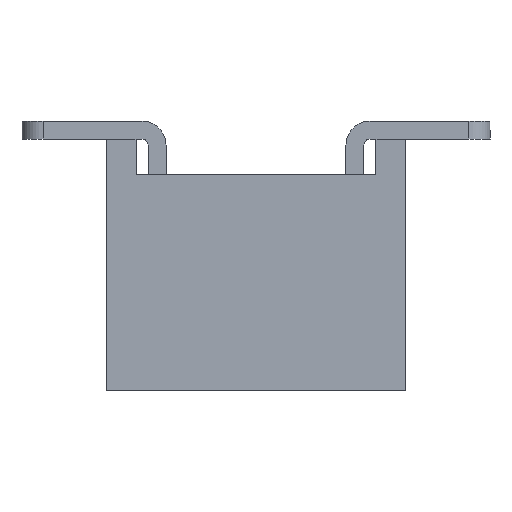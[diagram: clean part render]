
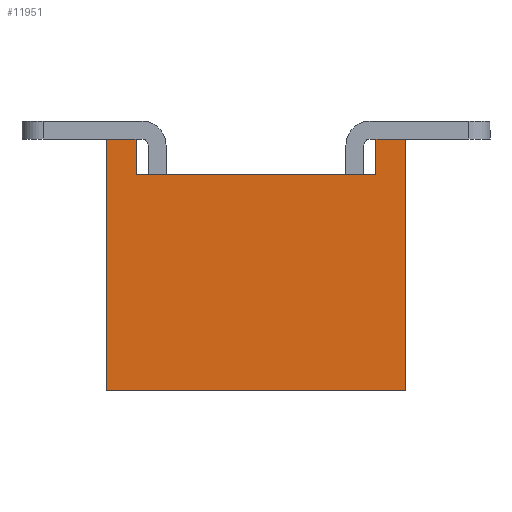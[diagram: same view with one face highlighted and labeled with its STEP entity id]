
A CAD part, left-side view. The second image highlights one B-rep face of the part: STEP entity #11951.
In plain terms, the highlighted planar face has unit normal (-1, 0, 0).
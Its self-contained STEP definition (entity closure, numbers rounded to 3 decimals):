
#261 = LINE ( 'NONE', #20260, #25123 ) ;
#336 = CARTESIAN_POINT ( 'NONE',  ( 6.75, -1., 2.1 ) ) ;
#447 = CARTESIAN_POINT ( 'NONE',  ( 6.75, 1.25, 0. ) ) ;
#777 = VECTOR ( 'NONE', #13881, 1000. ) ;
#1112 = CARTESIAN_POINT ( 'NONE',  ( 6.75, -1., 1.8 ) ) ;
#1401 = EDGE_CURVE ( 'NONE', #18859, #5141, #261, .T. ) ;
#1889 = EDGE_CURVE ( 'NONE', #18044, #14652, #28831, .T. ) ;
#3539 = CARTESIAN_POINT ( 'NONE',  ( 6.75, 1., 1.8 ) ) ;
#3730 = EDGE_CURVE ( 'NONE', #19371, #3986, #19358, .T. ) ;
#3773 = VERTEX_POINT ( 'NONE', #26831 ) ;
#3986 = VERTEX_POINT ( 'NONE', #1112 ) ;
#4706 = DIRECTION ( 'NONE',  ( 0., -1., 0. ) ) ;
#5141 = VERTEX_POINT ( 'NONE', #25676 ) ;
#5368 = ORIENTED_EDGE ( 'NONE', *, *, #5901, .F. ) ;
#5746 = ORIENTED_EDGE ( 'NONE', *, *, #1401, .F. ) ;
#5901 = EDGE_CURVE ( 'NONE', #10407, #19371, #15599, .T. ) ;
#5944 = DIRECTION ( 'NONE',  ( 0., -1., 0. ) ) ;
#6491 = CARTESIAN_POINT ( 'NONE',  ( 6.75, 1., 2.1 ) ) ;
#6655 = LINE ( 'NONE', #16584, #7215 ) ;
#7215 = VECTOR ( 'NONE', #26497, 1000. ) ;
#7286 = EDGE_LOOP ( 'NONE', ( #11260, #26355, #5368, #30111, #14785, #18639, #22437, #5746 ) ) ;
#7715 = DIRECTION ( 'NONE',  ( 0., 0., 1. ) ) ;
#7930 = PLANE ( 'NONE',  #11301 ) ;
#8118 = VECTOR ( 'NONE', #5944, 1000. ) ;
#10407 = VERTEX_POINT ( 'NONE', #6491 ) ;
#11207 = CARTESIAN_POINT ( 'NONE',  ( 6.75, 1., 2.1 ) ) ;
#11260 = ORIENTED_EDGE ( 'NONE', *, *, #23141, .F. ) ;
#11301 = AXIS2_PLACEMENT_3D ( 'NONE', #17852, #15417, #12975 ) ;
#11951 = ADVANCED_FACE ( 'NONE', ( #25973 ), #7930, .F. ) ;
#12599 = CARTESIAN_POINT ( 'NONE',  ( 6.75, -1., 2.1 ) ) ;
#12975 = DIRECTION ( 'NONE',  ( 0., 1., 0. ) ) ;
#13436 = EDGE_CURVE ( 'NONE', #5141, #3773, #24154, .T. ) ;
#13881 = DIRECTION ( 'NONE',  ( 0., 0., 1. ) ) ;
#14652 = VERTEX_POINT ( 'NONE', #32126 ) ;
#14721 = CARTESIAN_POINT ( 'NONE',  ( 6.75, -1.25, 2.1 ) ) ;
#14771 = VECTOR ( 'NONE', #28278, 1000. ) ;
#14785 = ORIENTED_EDGE ( 'NONE', *, *, #1889, .F. ) ;
#15417 = DIRECTION ( 'NONE',  ( 1., 0., 0. ) ) ;
#15599 = LINE ( 'NONE', #11207, #14771 ) ;
#16584 = CARTESIAN_POINT ( 'NONE',  ( 6.75, 12.477, 0. ) ) ;
#16790 = VECTOR ( 'NONE', #4706, 1000. ) ;
#17852 = CARTESIAN_POINT ( 'NONE',  ( 6.75, 12.477, 42. ) ) ;
#17883 = VECTOR ( 'NONE', #19446, 1000. ) ;
#18044 = VERTEX_POINT ( 'NONE', #447 ) ;
#18639 = ORIENTED_EDGE ( 'NONE', *, *, #19121, .T. ) ;
#18859 = VERTEX_POINT ( 'NONE', #336 ) ;
#19121 = EDGE_CURVE ( 'NONE', #18044, #3773, #6655, .T. ) ;
#19358 = LINE ( 'NONE', #24382, #16790 ) ;
#19371 = VERTEX_POINT ( 'NONE', #3539 ) ;
#19446 = DIRECTION ( 'NONE',  ( 0., 0., -1. ) ) ;
#20260 = CARTESIAN_POINT ( 'NONE',  ( 6.75, 0., 2.1 ) ) ;
#20733 = CARTESIAN_POINT ( 'NONE',  ( 6.75, 0., 2.1 ) ) ;
#21381 = LINE ( 'NONE', #20733, #8118 ) ;
#22354 = LINE ( 'NONE', #12599, #23423 ) ;
#22437 = ORIENTED_EDGE ( 'NONE', *, *, #13436, .F. ) ;
#23141 = EDGE_CURVE ( 'NONE', #3986, #18859, #22354, .T. ) ;
#23423 = VECTOR ( 'NONE', #7715, 1000. ) ;
#24154 = LINE ( 'NONE', #14721, #17883 ) ;
#24382 = CARTESIAN_POINT ( 'NONE',  ( 6.75, 0.1, 1.8 ) ) ;
#25123 = VECTOR ( 'NONE', #30021, 1000. ) ;
#25676 = CARTESIAN_POINT ( 'NONE',  ( 6.75, -1.25, 2.1 ) ) ;
#25973 = FACE_OUTER_BOUND ( 'NONE', #7286, .T. ) ;
#26355 = ORIENTED_EDGE ( 'NONE', *, *, #3730, .F. ) ;
#26497 = DIRECTION ( 'NONE',  ( 0., -1., 0. ) ) ;
#26831 = CARTESIAN_POINT ( 'NONE',  ( 6.75, -1.25, 0. ) ) ;
#27972 = EDGE_CURVE ( 'NONE', #14652, #10407, #21381, .T. ) ;
#28278 = DIRECTION ( 'NONE',  ( 0., 0., -1. ) ) ;
#28831 = LINE ( 'NONE', #30793, #777 ) ;
#30021 = DIRECTION ( 'NONE',  ( 0., -1., 0. ) ) ;
#30111 = ORIENTED_EDGE ( 'NONE', *, *, #27972, .F. ) ;
#30793 = CARTESIAN_POINT ( 'NONE',  ( 6.75, 1.25, 2.1 ) ) ;
#32126 = CARTESIAN_POINT ( 'NONE',  ( 6.75, 1.25, 2.1 ) ) ;
